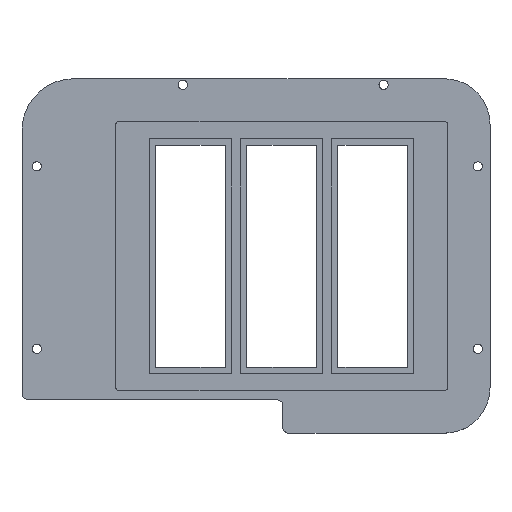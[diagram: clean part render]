
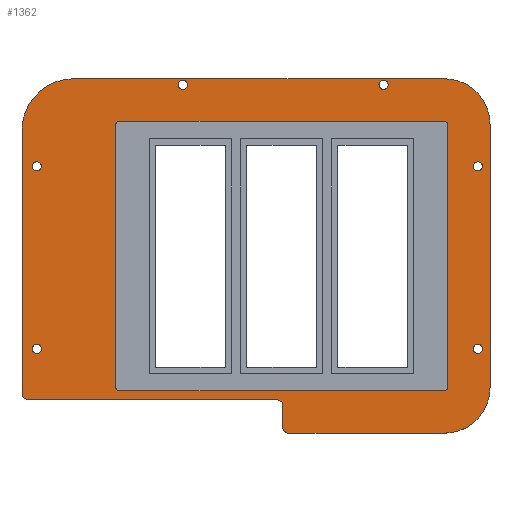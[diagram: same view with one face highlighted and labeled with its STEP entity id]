
A CAD part, top view. The second image highlights one B-rep face of the part: STEP entity #1362.
In plain terms, the highlighted planar face has unit normal (0, 0, 1).
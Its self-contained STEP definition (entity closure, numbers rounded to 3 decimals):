
#19=FACE_BOUND('',#175,.T.);
#20=FACE_BOUND('',#176,.T.);
#21=FACE_BOUND('',#177,.T.);
#22=FACE_BOUND('',#178,.T.);
#23=FACE_BOUND('',#179,.T.);
#24=FACE_BOUND('',#180,.T.);
#25=FACE_BOUND('',#181,.T.);
#44=PLANE('',#1472);
#98=FACE_OUTER_BOUND('',#174,.T.);
#174=EDGE_LOOP('',(#973,#974,#975,#976,#977,#978,#979,#980,#981,#982,#983,
#984));
#175=EDGE_LOOP('',(#985));
#176=EDGE_LOOP('',(#986));
#177=EDGE_LOOP('',(#987,#988,#989,#990,#991,#992,#993,#994));
#178=EDGE_LOOP('',(#995));
#179=EDGE_LOOP('',(#996));
#180=EDGE_LOOP('',(#997));
#181=EDGE_LOOP('',(#998));
#270=LINE('',#2002,#416);
#277=LINE('',#2028,#423);
#280=LINE('',#2036,#426);
#281=LINE('',#2040,#427);
#282=LINE('',#2043,#428);
#283=LINE('',#2044,#429);
#284=LINE('',#2049,#430);
#285=LINE('',#2053,#431);
#286=LINE('',#2057,#432);
#287=LINE('',#2060,#433);
#416=VECTOR('',#1608,10.);
#423=VECTOR('',#1631,10.);
#426=VECTOR('',#1640,10.);
#427=VECTOR('',#1643,10.);
#428=VECTOR('',#1646,10.);
#429=VECTOR('',#1647,10.);
#430=VECTOR('',#1650,10.);
#431=VECTOR('',#1653,10.);
#432=VECTOR('',#1656,10.);
#433=VECTOR('',#1659,10.);
#556=CIRCLE('',#1451,2.);
#558=CIRCLE('',#1454,1.5);
#560=CIRCLE('',#1457,1.5);
#562=CIRCLE('',#1460,16.929);
#564=CIRCLE('',#1464,2.);
#568=CIRCLE('',#1471,2.);
#569=CIRCLE('',#1473,15.);
#570=CIRCLE('',#1474,15.);
#571=CIRCLE('',#1475,1.);
#572=CIRCLE('',#1476,1.);
#573=CIRCLE('',#1477,1.);
#574=CIRCLE('',#1478,1.);
#575=CIRCLE('',#1479,1.5);
#576=CIRCLE('',#1480,1.5);
#577=CIRCLE('',#1481,1.5);
#578=CIRCLE('',#1482,1.5);
#609=VERTEX_POINT('',#1974);
#610=VERTEX_POINT('',#1976);
#612=VERTEX_POINT('',#1982);
#614=VERTEX_POINT('',#1988);
#617=VERTEX_POINT('',#1995);
#618=VERTEX_POINT('',#1997);
#621=VERTEX_POINT('',#2007);
#622=VERTEX_POINT('',#2009);
#629=VERTEX_POINT('',#2027);
#630=VERTEX_POINT('',#2031);
#631=VERTEX_POINT('',#2035);
#632=VERTEX_POINT('',#2037);
#633=VERTEX_POINT('',#2039);
#634=VERTEX_POINT('',#2041);
#635=VERTEX_POINT('',#2045);
#636=VERTEX_POINT('',#2046);
#637=VERTEX_POINT('',#2048);
#638=VERTEX_POINT('',#2050);
#639=VERTEX_POINT('',#2052);
#640=VERTEX_POINT('',#2054);
#641=VERTEX_POINT('',#2056);
#642=VERTEX_POINT('',#2058);
#643=VERTEX_POINT('',#2061);
#644=VERTEX_POINT('',#2063);
#645=VERTEX_POINT('',#2065);
#646=VERTEX_POINT('',#2067);
#737=EDGE_CURVE('',#610,#609,#556,.T.);
#741=EDGE_CURVE('',#612,#612,#558,.T.);
#744=EDGE_CURVE('',#614,#614,#560,.T.);
#747=EDGE_CURVE('',#618,#617,#562,.T.);
#750=EDGE_CURVE('',#617,#610,#270,.T.);
#753=EDGE_CURVE('',#621,#622,#564,.T.);
#762=EDGE_CURVE('',#629,#622,#277,.T.);
#764=EDGE_CURVE('',#629,#630,#568,.T.);
#766=EDGE_CURVE('',#621,#631,#280,.T.);
#767=EDGE_CURVE('',#631,#632,#569,.T.);
#768=EDGE_CURVE('',#632,#633,#281,.T.);
#769=EDGE_CURVE('',#633,#634,#570,.T.);
#770=EDGE_CURVE('',#634,#618,#282,.T.);
#771=EDGE_CURVE('',#609,#630,#283,.T.);
#772=EDGE_CURVE('',#635,#636,#571,.T.);
#773=EDGE_CURVE('',#636,#637,#284,.T.);
#774=EDGE_CURVE('',#637,#638,#572,.T.);
#775=EDGE_CURVE('',#638,#639,#285,.T.);
#776=EDGE_CURVE('',#639,#640,#573,.T.);
#777=EDGE_CURVE('',#640,#641,#286,.T.);
#778=EDGE_CURVE('',#641,#642,#574,.T.);
#779=EDGE_CURVE('',#642,#635,#287,.T.);
#780=EDGE_CURVE('',#643,#643,#575,.T.);
#781=EDGE_CURVE('',#644,#644,#576,.T.);
#782=EDGE_CURVE('',#645,#645,#577,.T.);
#783=EDGE_CURVE('',#646,#646,#578,.T.);
#973=ORIENTED_EDGE('',*,*,#753,.F.);
#974=ORIENTED_EDGE('',*,*,#766,.T.);
#975=ORIENTED_EDGE('',*,*,#767,.T.);
#976=ORIENTED_EDGE('',*,*,#768,.T.);
#977=ORIENTED_EDGE('',*,*,#769,.T.);
#978=ORIENTED_EDGE('',*,*,#770,.T.);
#979=ORIENTED_EDGE('',*,*,#747,.T.);
#980=ORIENTED_EDGE('',*,*,#750,.T.);
#981=ORIENTED_EDGE('',*,*,#737,.T.);
#982=ORIENTED_EDGE('',*,*,#771,.T.);
#983=ORIENTED_EDGE('',*,*,#764,.F.);
#984=ORIENTED_EDGE('',*,*,#762,.T.);
#985=ORIENTED_EDGE('',*,*,#741,.T.);
#986=ORIENTED_EDGE('',*,*,#744,.T.);
#987=ORIENTED_EDGE('',*,*,#772,.T.);
#988=ORIENTED_EDGE('',*,*,#773,.T.);
#989=ORIENTED_EDGE('',*,*,#774,.T.);
#990=ORIENTED_EDGE('',*,*,#775,.T.);
#991=ORIENTED_EDGE('',*,*,#776,.T.);
#992=ORIENTED_EDGE('',*,*,#777,.T.);
#993=ORIENTED_EDGE('',*,*,#778,.T.);
#994=ORIENTED_EDGE('',*,*,#779,.T.);
#995=ORIENTED_EDGE('',*,*,#780,.T.);
#996=ORIENTED_EDGE('',*,*,#781,.T.);
#997=ORIENTED_EDGE('',*,*,#782,.T.);
#998=ORIENTED_EDGE('',*,*,#783,.T.);
#1362=ADVANCED_FACE('',(#98,#19,#20,#21,#22,#23,#24,#25),#44,.T.);
#1451=AXIS2_PLACEMENT_3D('',#1977,#1580,#1581);
#1454=AXIS2_PLACEMENT_3D('',#1984,#1588,#1589);
#1457=AXIS2_PLACEMENT_3D('',#1990,#1595,#1596);
#1460=AXIS2_PLACEMENT_3D('',#1998,#1602,#1603);
#1464=AXIS2_PLACEMENT_3D('',#2010,#1614,#1615);
#1471=AXIS2_PLACEMENT_3D('',#2032,#1635,#1636);
#1472=AXIS2_PLACEMENT_3D('',#2034,#1638,#1639);
#1473=AXIS2_PLACEMENT_3D('',#2038,#1641,#1642);
#1474=AXIS2_PLACEMENT_3D('',#2042,#1644,#1645);
#1475=AXIS2_PLACEMENT_3D('',#2047,#1648,#1649);
#1476=AXIS2_PLACEMENT_3D('',#2051,#1651,#1652);
#1477=AXIS2_PLACEMENT_3D('',#2055,#1654,#1655);
#1478=AXIS2_PLACEMENT_3D('',#2059,#1657,#1658);
#1479=AXIS2_PLACEMENT_3D('',#2062,#1660,#1661);
#1480=AXIS2_PLACEMENT_3D('',#2064,#1662,#1663);
#1481=AXIS2_PLACEMENT_3D('',#2066,#1664,#1665);
#1482=AXIS2_PLACEMENT_3D('',#2068,#1666,#1667);
#1580=DIRECTION('center_axis',(0.,0.,1.));
#1581=DIRECTION('ref_axis',(-1.,0.,0.));
#1588=DIRECTION('center_axis',(0.,0.,-1.));
#1589=DIRECTION('ref_axis',(-1.,0.,0.));
#1595=DIRECTION('center_axis',(0.,0.,-1.));
#1596=DIRECTION('ref_axis',(-1.,0.,0.));
#1602=DIRECTION('center_axis',(0.,0.,1.));
#1603=DIRECTION('ref_axis',(0.,1.,0.));
#1608=DIRECTION('',(0.,-1.,0.));
#1614=DIRECTION('center_axis',(0.,0.,-1.));
#1615=DIRECTION('ref_axis',(-0.707,-0.707,0.));
#1631=DIRECTION('',(0.,-1.,0.));
#1635=DIRECTION('center_axis',(0.,0.,1.));
#1636=DIRECTION('ref_axis',(0.707,0.707,0.));
#1638=DIRECTION('center_axis',(0.,0.,1.));
#1639=DIRECTION('ref_axis',(1.,0.,0.));
#1640=DIRECTION('',(1.,0.,0.));
#1641=DIRECTION('center_axis',(0.,0.,1.));
#1642=DIRECTION('ref_axis',(0.,-1.,0.));
#1643=DIRECTION('',(0.,1.,0.));
#1644=DIRECTION('center_axis',(0.,0.,1.));
#1645=DIRECTION('ref_axis',(1.,0.,0.));
#1646=DIRECTION('',(-1.,0.,0.));
#1647=DIRECTION('',(1.,0.,0.));
#1648=DIRECTION('center_axis',(0.,0.,-1.));
#1649=DIRECTION('ref_axis',(0.,-1.,0.));
#1650=DIRECTION('',(-1.,0.,0.));
#1651=DIRECTION('center_axis',(0.,0.,-1.));
#1652=DIRECTION('ref_axis',(-1.,0.,0.));
#1653=DIRECTION('',(0.,1.,0.));
#1654=DIRECTION('center_axis',(0.,0.,-1.));
#1655=DIRECTION('ref_axis',(0.,1.,0.));
#1656=DIRECTION('',(1.,0.,0.));
#1657=DIRECTION('center_axis',(0.,0.,-1.));
#1658=DIRECTION('ref_axis',(1.,0.,0.));
#1659=DIRECTION('',(0.,-1.,0.));
#1660=DIRECTION('center_axis',(0.,0.,-1.));
#1661=DIRECTION('ref_axis',(-1.,0.,0.));
#1662=DIRECTION('center_axis',(0.,0.,-1.));
#1663=DIRECTION('ref_axis',(-1.,0.,0.));
#1664=DIRECTION('center_axis',(0.,0.,-1.));
#1665=DIRECTION('ref_axis',(-1.,0.,0.));
#1666=DIRECTION('center_axis',(0.,0.,-1.));
#1667=DIRECTION('ref_axis',(-1.,0.,0.));
#1974=CARTESIAN_POINT('',(-83.347,-12.051,17.));
#1976=CARTESIAN_POINT('',(-85.347,-10.051,17.));
#1977=CARTESIAN_POINT('Origin',(-83.347,-10.051,17.));
#1982=CARTESIAN_POINT('',(-79.,4.649,17.));
#1984=CARTESIAN_POINT('Origin',(-80.5,4.649,17.));
#1988=CARTESIAN_POINT('',(-79.,64.649,17.));
#1990=CARTESIAN_POINT('Origin',(-80.5,64.649,17.));
#1995=CARTESIAN_POINT('',(-85.347,76.521,17.));
#1997=CARTESIAN_POINT('',(-68.418,93.449,17.));
#1998=CARTESIAN_POINT('Origin',(-68.418,76.521,17.));
#2002=CARTESIAN_POINT('',(-85.347,76.521,17.));
#2007=CARTESIAN_POINT('',(2.399,-23.051,17.));
#2009=CARTESIAN_POINT('',(0.399,-21.051,17.));
#2010=CARTESIAN_POINT('Origin',(2.399,-21.051,17.));
#2027=CARTESIAN_POINT('',(0.399,-14.051,17.));
#2028=CARTESIAN_POINT('',(0.399,11.574,17.));
#2031=CARTESIAN_POINT('',(-1.601,-12.051,17.));
#2032=CARTESIAN_POINT('Origin',(-1.601,-14.051,17.));
#2034=CARTESIAN_POINT('Origin',(0.,35.199,17.));
#2035=CARTESIAN_POINT('',(53.5,-23.051,17.));
#2036=CARTESIAN_POINT('',(-53.5,-23.051,17.));
#2037=CARTESIAN_POINT('',(68.5,-8.051,17.));
#2038=CARTESIAN_POINT('Origin',(53.5,-8.051,17.));
#2039=CARTESIAN_POINT('',(68.5,78.449,17.));
#2040=CARTESIAN_POINT('',(68.5,-8.051,17.));
#2041=CARTESIAN_POINT('',(53.5,93.449,17.));
#2042=CARTESIAN_POINT('Origin',(53.5,78.449,17.));
#2043=CARTESIAN_POINT('',(53.5,93.449,17.));
#2044=CARTESIAN_POINT('',(-37.657,-12.051,17.));
#2045=CARTESIAN_POINT('',(54.5,-8.051,17.));
#2046=CARTESIAN_POINT('',(53.5,-9.051,17.));
#2047=CARTESIAN_POINT('Origin',(53.5,-8.051,17.));
#2048=CARTESIAN_POINT('',(-53.5,-9.051,17.));
#2049=CARTESIAN_POINT('',(26.75,-9.051,17.));
#2050=CARTESIAN_POINT('',(-54.5,-8.051,17.));
#2051=CARTESIAN_POINT('Origin',(-53.5,-8.051,17.));
#2052=CARTESIAN_POINT('',(-54.5,78.449,17.));
#2053=CARTESIAN_POINT('',(-54.5,13.574,17.));
#2054=CARTESIAN_POINT('',(-53.5,79.449,17.));
#2055=CARTESIAN_POINT('Origin',(-53.5,78.449,17.));
#2056=CARTESIAN_POINT('',(53.5,79.449,17.));
#2057=CARTESIAN_POINT('',(-26.75,79.449,17.));
#2058=CARTESIAN_POINT('',(54.5,78.449,17.));
#2059=CARTESIAN_POINT('Origin',(53.5,78.449,17.));
#2060=CARTESIAN_POINT('',(54.5,56.824,17.));
#2061=CARTESIAN_POINT('',(-31.,91.449,17.));
#2062=CARTESIAN_POINT('Origin',(-32.5,91.449,17.));
#2063=CARTESIAN_POINT('',(35.,91.449,17.));
#2064=CARTESIAN_POINT('Origin',(33.5,91.449,17.));
#2065=CARTESIAN_POINT('',(66.,64.649,17.));
#2066=CARTESIAN_POINT('Origin',(64.5,64.649,17.));
#2067=CARTESIAN_POINT('',(66.,4.649,17.));
#2068=CARTESIAN_POINT('Origin',(64.5,4.649,17.));
